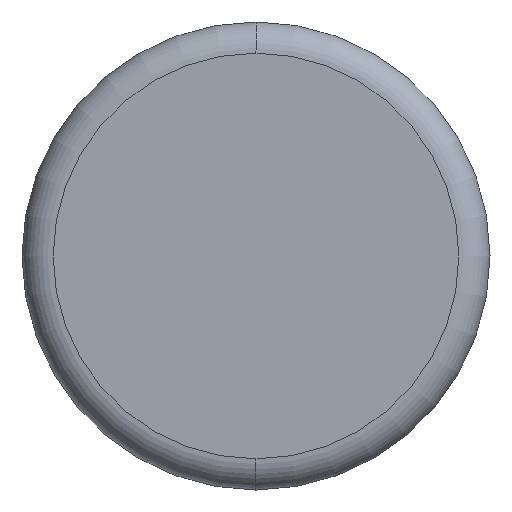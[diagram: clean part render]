
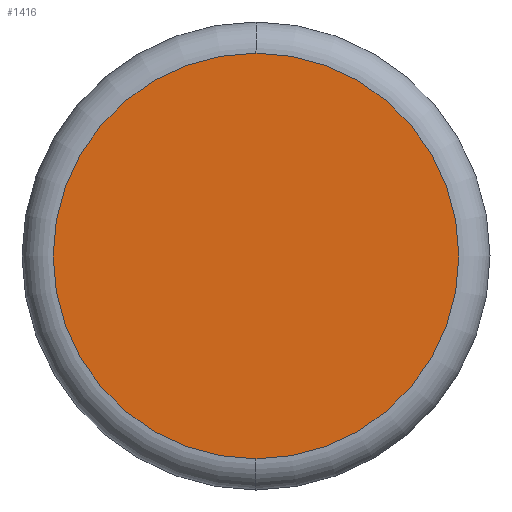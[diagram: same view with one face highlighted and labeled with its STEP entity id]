
A CAD part, left-side view. The second image highlights one B-rep face of the part: STEP entity #1416.
In plain terms, the highlighted planar face has unit normal (-1, 0, 0).
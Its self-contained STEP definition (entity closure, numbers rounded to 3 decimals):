
#1315=CARTESIAN_POINT('',(-1.9,0.,0.1));
#1316=VERTEX_POINT('',#1315);
#1334=CARTESIAN_POINT('',(-1.9,0.,1.4));
#1335=VERTEX_POINT('',#1334);
#1343=CARTESIAN_POINT('',(-1.9,0.0,0.75));
#1344=DIRECTION('',(1.0,0.0,0.0));
#1345=DIRECTION('',(0.0,-1.0,0.0));
#1346=AXIS2_PLACEMENT_3D('',#1343,#1344,#1345);
#1347=CIRCLE('',#1346,0.65);
#1348=EDGE_CURVE('',#1335,#1316,#1347,.T.);
#1359=CARTESIAN_POINT('',(-1.9,0.65,0.75));
#1360=VERTEX_POINT('',#1359);
#1361=CARTESIAN_POINT('',(-1.9,0.0,0.75));
#1362=DIRECTION('',(1.0,0.0,0.0));
#1363=DIRECTION('',(0.0,-1.0,0.0));
#1364=AXIS2_PLACEMENT_3D('',#1361,#1362,#1363);
#1365=CIRCLE('',#1364,0.65);
#1366=EDGE_CURVE('',#1316,#1360,#1365,.T.);
#1368=CARTESIAN_POINT('',(-1.9,0.0,0.75));
#1369=DIRECTION('',(1.0,0.0,0.0));
#1370=DIRECTION('',(0.0,-1.0,0.0));
#1371=AXIS2_PLACEMENT_3D('',#1368,#1369,#1370);
#1372=CIRCLE('',#1371,0.65);
#1373=EDGE_CURVE('',#1360,#1335,#1372,.T.);
#1406=CARTESIAN_POINT('',(-1.9,0.0,0.75));
#1407=DIRECTION('',(-1.0,0.0,0.0));
#1408=DIRECTION('',(0.0,-1.0,0.0));
#1409=AXIS2_PLACEMENT_3D('',#1406,#1407,#1408);
#1410=PLANE('',#1409);
#1411=ORIENTED_EDGE('',*,*,#1373,.F.);
#1412=ORIENTED_EDGE('',*,*,#1366,.F.);
#1413=ORIENTED_EDGE('',*,*,#1348,.F.);
#1414=EDGE_LOOP('',(#1411,#1412,#1413));
#1415=FACE_OUTER_BOUND('',#1414,.T.);
#1416=ADVANCED_FACE('',(#1415),#1410,.T.);
